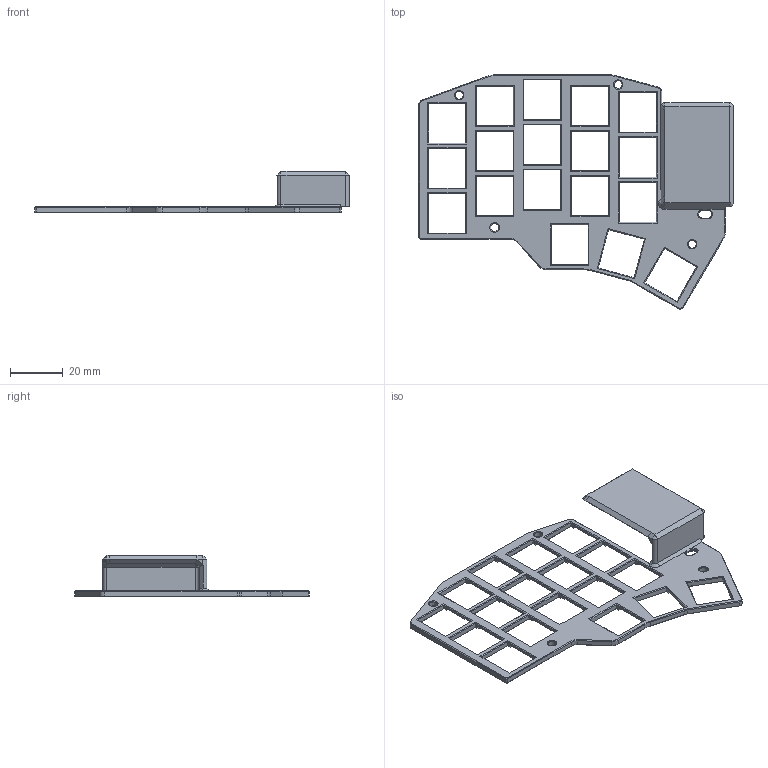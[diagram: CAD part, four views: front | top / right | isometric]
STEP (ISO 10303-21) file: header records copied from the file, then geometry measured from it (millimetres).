
FILE_DESCRIPTION(/* description */ ('STEP AP242','CAx-IF Rec.Pracs.---Representation and Presentation of Product Manufacturing Information (PMI)---4.0---2014-10-13','CAx-IF Rec.Pracs.---3D Tessellated Geometry---0.4---2014-09-14','2;1'),/* implementation_level */ '2;1');
FILE_NAME(/* name */ '673b2b9663b0fb1f57a2ef5b',/* time_stamp */ '2024-11-18T11:57:12Z',/* author */ (''),/* organization */ (''),/* preprocessor_version */ 'ST-DEVELOPER v20',/* originating_system */ 'ONSHAPE BY PTC INC, 1.189',/* authorisation */ ' ');
FILE_SCHEMA (('AP242_MANAGED_MODEL_BASED_3D_ENGINEERING_MIM_LF { 1 0 10303 442 1 1 4 }'));
Length unit declared in the file: metre
Products named in the file (1): Plate
Bounding box: 118.83 x 88.52 x 15.8 mm (x, y, z)
Volume: 11815.8 mm3; surface area: 12863.8 mm2
Topology: 1 solids, 1 shells, 660 faces, 1589 edges, 924 vertices
Faces by surface type: plane 587, cone 48, cylinder 25
Full cylindrical faces by diameter (mm): 3 x4
Entity records: 18382 total; most frequent: CARTESIAN_POINT 3213, ORIENTED_EDGE 3142, DIRECTION 2967, EDGE_CURVE 1571, LINE 1461, VECTOR 1461, VERTEX_POINT 924, AXIS2_PLACEMENT_3D 753
